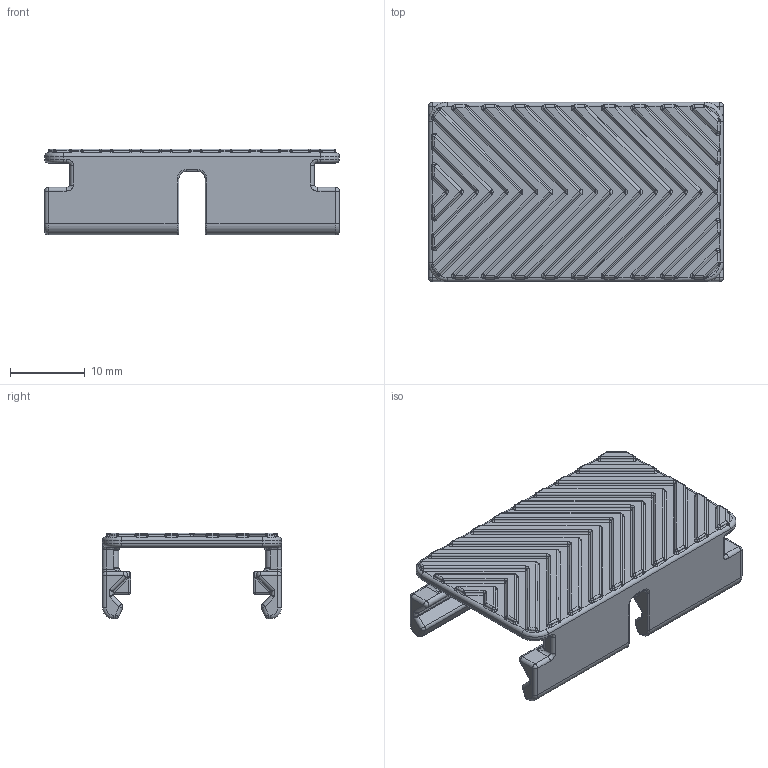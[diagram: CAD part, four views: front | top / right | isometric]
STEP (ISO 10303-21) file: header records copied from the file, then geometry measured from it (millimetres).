
FILE_DESCRIPTION(/* description */ (''),/* implementation_level */ '2;1');
FILE_NAME(/* name */ 'jaws_pica v5.step',/* time_stamp */ '2020-11-03T08:09:22-06:00',/* author */ (''),/* organization */ (''),/* preprocessor_version */ 'ST-DEVELOPER v18.1',/* originating_system */ 'Autodesk Translation Framework v9.3.0.1241',/* authorisation */ '');
FILE_SCHEMA (('AUTOMOTIVE_DESIGN { 1 0 10303 214 3 1 1 }'));
Length unit declared in the file: millimetre
Products named in the file (1): jarjarjaws_pic
Bounding box: 39.5 x 24 x 11.5 mm (x, y, z)
Volume: 3058 mm3; surface area: 3849.6 mm2
Topology: 1 solids, 1 shells, 947 faces, 2122 edges, 1153 vertices
Faces by surface type: cylinder 401, bspline 186, plane 170, torus 95, sphere 95
Entity records: 30124 total; most frequent: CARTESIAN_POINT 9667, DIRECTION 4447, ORIENTED_EDGE 4196, EDGE_CURVE 2098, AXIS2_PLACEMENT_3D 1803, VERTEX_POINT 1153, FACE_OUTER_BOUND 947, EDGE_LOOP 947
